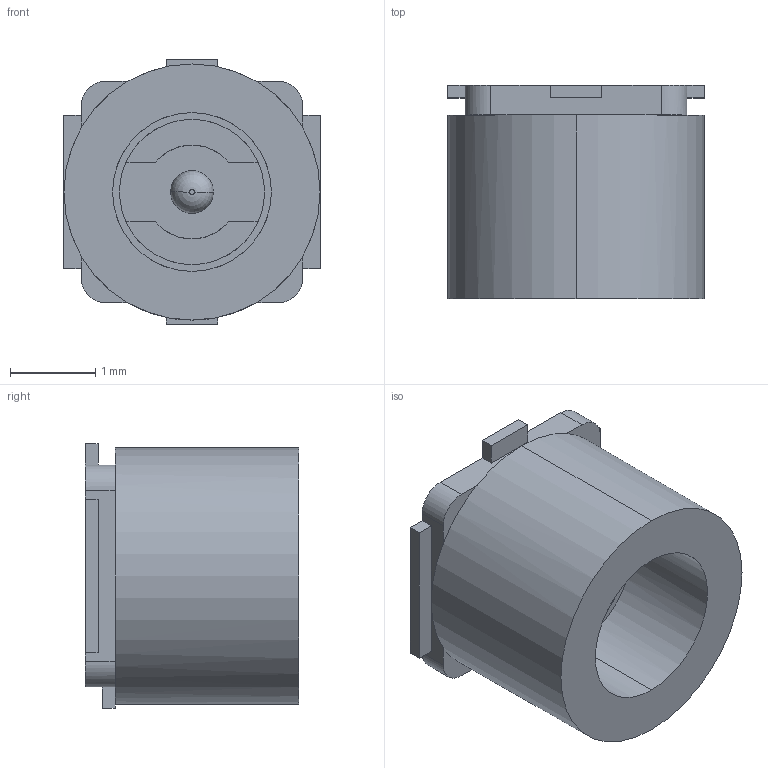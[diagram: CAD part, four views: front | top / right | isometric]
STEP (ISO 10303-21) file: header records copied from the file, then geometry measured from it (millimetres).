
FILE_DESCRIPTION (( 'STEP AP214' ), '1' );
FILE_NAME ('U.FL-R-SMT-1.STEP', '2019-07-03T18:23:07', ( '' ), ( '' ), 'SwSTEP 2.0', 'SolidWorks 2019', '' );
FILE_SCHEMA (( 'AUTOMOTIVE_DESIGN' ));
Length unit declared in the file: millimetre
Products named in the file (1): U.FL-R-SMT-1
Bounding box: 3 x 2.5 x 3.1 mm (x, y, z)
Volume: 12.5 mm3; surface area: 54.2 mm2
Topology: 1 solids, 1 shells, 57 faces, 146 edges, 94 vertices
Faces by surface type: plane 41, cylinder 14, torus 2
Entity records: 2234 total; most frequent: CARTESIAN_POINT 743, ORIENTED_EDGE 292, DIRECTION 159, EDGE_CURVE 146, B_SPLINE_CURVE_WITH_KNOTS 119, VERTEX_POINT 94, AXIS2_PLACEMENT_3D 74, EDGE_LOOP 60
